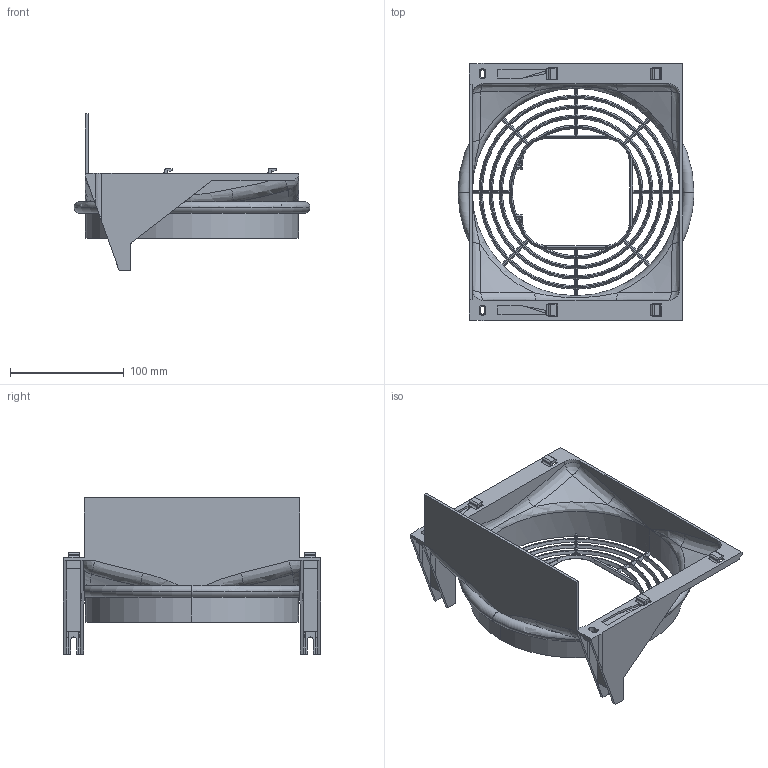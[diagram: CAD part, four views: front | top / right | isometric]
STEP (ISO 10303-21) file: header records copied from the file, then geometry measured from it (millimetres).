
FILE_DESCRIPTION((''),'2;1');
FILE_NAME('118U0401','2019-12-19T',('U371994'),('DANFOSS COMMERCIAL COMPRESSOR'),'CREO PARAMETRIC BY PTC INC, 2015480','CREO PARAMETRIC BY PTC INC, 2015480','');
FILE_SCHEMA(('CONFIG_CONTROL_DESIGN'));
Length unit declared in the file: millimetre
Products named in the file (1): 118U0401
Bounding box: 207 x 226.02 x 137 mm (x, y, z)
Volume: 282764.2 mm3; surface area: 179387.3 mm2
Topology: 1 solids, 1 shells, 550 faces, 1564 edges, 967 vertices
Faces by surface type: plane 268, cylinder 129, cone 84, bspline 37, torus 31, extrusion 1
Entity records: 20374 total; most frequent: CARTESIAN_POINT 6765, ORIENTED_EDGE 3096, DIRECTION 2464, EDGE_CURVE 1548, VERTEX_POINT 967, AXIS2_PLACEMENT_3D 851, VECTOR 762, LINE 761
